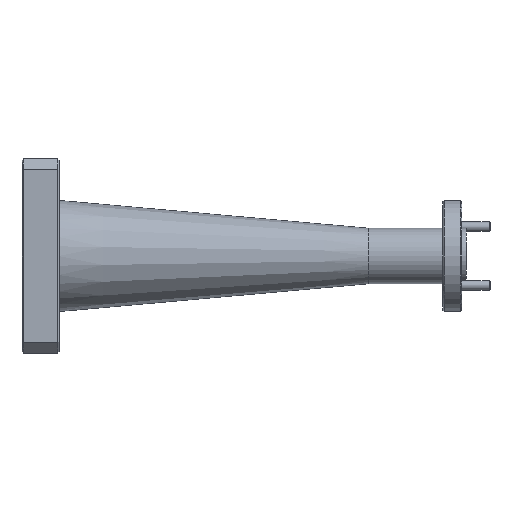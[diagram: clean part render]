
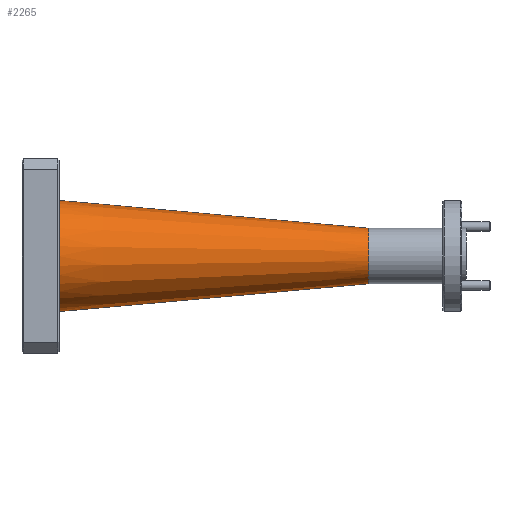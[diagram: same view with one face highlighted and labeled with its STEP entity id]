
A CAD part, front view. The second image highlights one B-rep face of the part: STEP entity #2265.
In plain terms, the highlighted conical face has half-angle 5.126 degrees and reference radius 4.763 mm.
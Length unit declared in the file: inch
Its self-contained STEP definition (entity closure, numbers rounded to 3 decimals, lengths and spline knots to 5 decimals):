
#26 = DIRECTION ( 'NONE',  ( -0.996, 0., -0.089 ) ) ;
#165 = CARTESIAN_POINT ( 'NONE',  ( 2.34, 0., -0.1875 ) ) ;
#176 = EDGE_CURVE ( 'NONE', #1618, #2541, #3139, .T. ) ;
#376 = CARTESIAN_POINT ( 'NONE',  ( 2.34, 0., 0. ) ) ;
#423 = DIRECTION ( 'NONE',  ( -1., 0., 0. ) ) ;
#489 = VERTEX_POINT ( 'NONE', #2140 ) ;
#601 = AXIS2_PLACEMENT_3D ( 'NONE', #376, #423, #2476 ) ;
#795 = CONICAL_SURFACE ( 'NONE', #3084, 0.1875, 0.089 ) ;
#915 = EDGE_CURVE ( 'NONE', #2541, #489, #2485, .T. ) ;
#973 = VECTOR ( 'NONE', #26, 39.37008 ) ;
#1442 = DIRECTION ( 'NONE',  ( -0.996, 0., 0.089 ) ) ;
#1488 = FACE_OUTER_BOUND ( 'NONE', #2813, .T. ) ;
#1589 = ORIENTED_EDGE ( 'NONE', *, *, #2359, .T. ) ;
#1606 = DIRECTION ( 'NONE',  ( 0., 0., 1. ) ) ;
#1618 = VERTEX_POINT ( 'NONE', #165 ) ;
#1656 = CARTESIAN_POINT ( 'NONE',  ( 2.34, 0., 0.1875 ) ) ;
#1911 = LINE ( 'NONE', #1656, #2416 ) ;
#2085 = ORIENTED_EDGE ( 'NONE', *, *, #915, .F. ) ;
#2101 = ORIENTED_EDGE ( 'NONE', *, *, #2495, .T. ) ;
#2140 = CARTESIAN_POINT ( 'NONE',  ( 0.25, 0., 0.375 ) ) ;
#2154 = CARTESIAN_POINT ( 'NONE',  ( 2.34, 0., 0.1875 ) ) ;
#2222 = CARTESIAN_POINT ( 'NONE',  ( 2.34, 0., 0. ) ) ;
#2265 = ADVANCED_FACE ( 'NONE', ( #1488 ), #795, .T. ) ;
#2337 = CARTESIAN_POINT ( 'NONE',  ( 0.25, 0., 0. ) ) ;
#2359 = EDGE_CURVE ( 'NONE', #2667, #489, #1911, .T. ) ;
#2416 = VECTOR ( 'NONE', #1442, 39.37008 ) ;
#2467 = DIRECTION ( 'NONE',  ( 0., 0., 1. ) ) ;
#2476 = DIRECTION ( 'NONE',  ( 0., 0., 1. ) ) ;
#2485 = CIRCLE ( 'NONE', #3089, 0.375 ) ;
#2495 = EDGE_CURVE ( 'NONE', #1618, #2667, #3124, .T. ) ;
#2541 = VERTEX_POINT ( 'NONE', #2990 ) ;
#2667 = VERTEX_POINT ( 'NONE', #2154 ) ;
#2752 = CARTESIAN_POINT ( 'NONE',  ( 2.34, 0., -0.1875 ) ) ;
#2813 = EDGE_LOOP ( 'NONE', ( #2953, #2101, #1589, #2085 ) ) ;
#2953 = ORIENTED_EDGE ( 'NONE', *, *, #176, .F. ) ;
#2990 = CARTESIAN_POINT ( 'NONE',  ( 0.25, 0., -0.375 ) ) ;
#3066 = DIRECTION ( 'NONE',  ( -1., 0., 0. ) ) ;
#3084 = AXIS2_PLACEMENT_3D ( 'NONE', #2222, #3163, #2467 ) ;
#3089 = AXIS2_PLACEMENT_3D ( 'NONE', #2337, #3066, #1606 ) ;
#3124 = CIRCLE ( 'NONE', #601, 0.1875 ) ;
#3139 = LINE ( 'NONE', #2752, #973 ) ;
#3163 = DIRECTION ( 'NONE',  ( -1., 0., 0. ) ) ;
